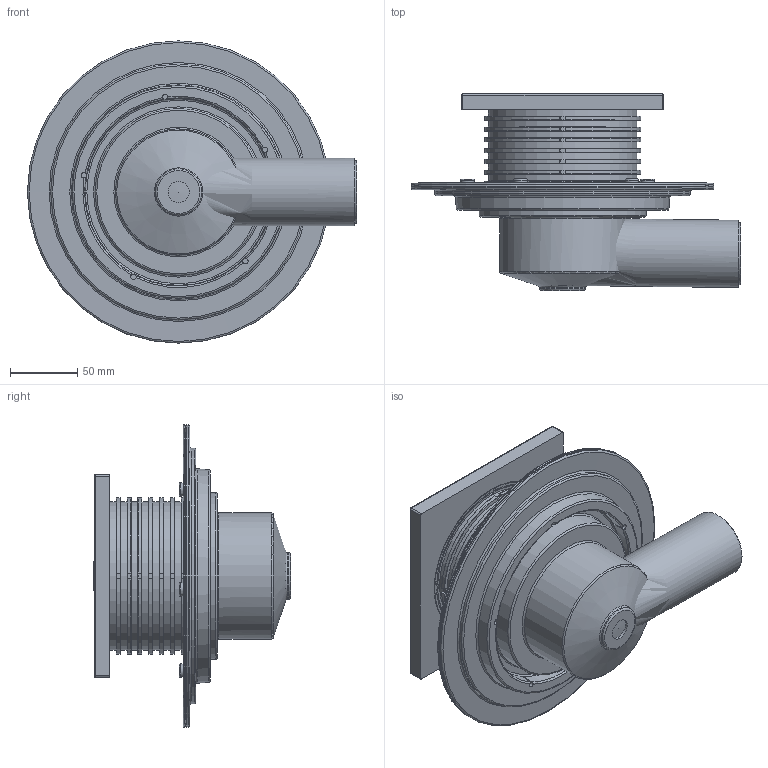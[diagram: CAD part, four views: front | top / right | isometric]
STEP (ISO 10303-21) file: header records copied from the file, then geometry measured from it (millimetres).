
FILE_DESCRIPTION(('STEP AP242'), '1');
FILE_NAME('381E', '', ('UNSPECIFIED'), ('UNSPECIFIED'), 'ASCON STEP Converter 1.6', 'ASCON Math Kernel', '');
FILE_SCHEMA(('AP242_MANAGED_MODEL_BASED_3D_ENGINEERING_MIM_LF { 1 0 10303 442 1 1 4 }'));
Length unit declared in the file: millimetre
Assembly tree (4 placements, depth 2):
  (unnamed)
    (unnamed)
    (unnamed)
    (unnamed)
    (unnamed)
Bounding box: 244.13 x 146.17 x 224.25 mm (x, y, z)
Volume: 526537.8 mm3; surface area: 368378.9 mm2
Topology: 7 solids, 7 shells, 1210 faces, 3118 edges, 1951 vertices
Faces by surface type: cylinder 434, torus 283, plane 244, bspline 165, cone 50, extrusion 30, sphere 4
Full cylindrical faces by diameter (mm): 4 x5, 10 x5, 15.691 x1, 34.177 x1, 86.303 x1, 93.587 x1, 98.01 x1, 105.072 x1, 108 x1, 110 x9, 114 x1, 117.211 x1, 120 x1, 121 x1, 123.832 x1, 168.415 x1, 182.761 x1, 189.603 x1, 224.253 x1
Entity records: 74649 total; most frequent: CARTESIAN_POINT 36900, ORIENTED_EDGE 6040, DIRECTION 5380, EDGE_CURVE 3020, AXIS2_PLACEMENT_3D 2180, VERTEX_POINT 1949, EDGE_LOOP 1383, COLOUR_RGB 1214
